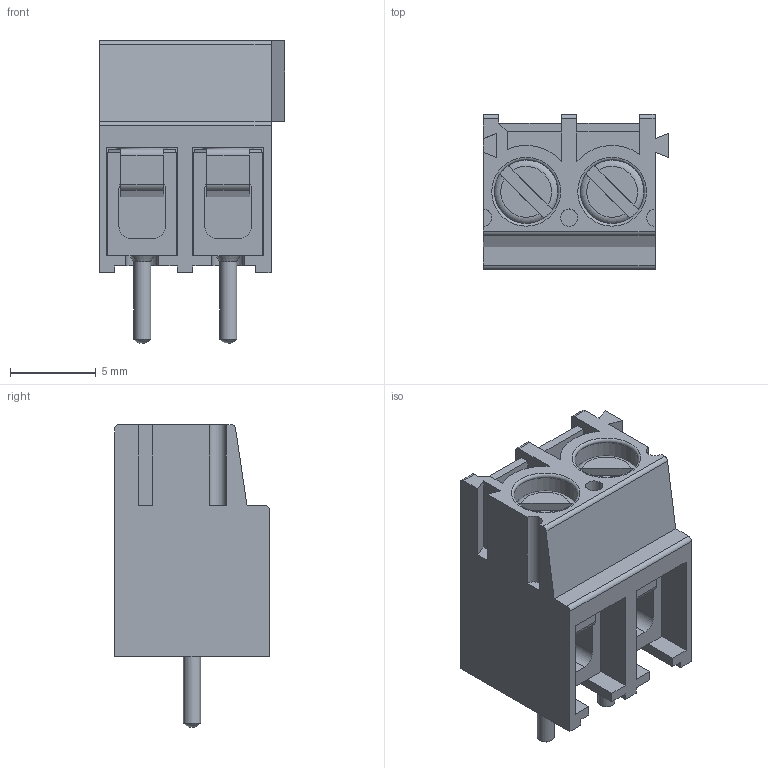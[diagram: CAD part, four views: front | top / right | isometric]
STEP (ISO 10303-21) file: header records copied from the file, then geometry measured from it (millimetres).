
FILE_DESCRIPTION(('STEP AP214'), '1');
FILE_NAME('DG302', '2019-10-01T20:08:31', ('AF'), (''), 'UNSPECIFIED', 'UNSPECIFIED', '');
FILE_SCHEMA(('AUTOMOTIVE_DESIGN { 1 0 10303 214 3 1 1}'));
Length unit declared in the file: millimetre
Assembly tree (6 placements, depth 2):
  (unnamed)
    (unnamed)  x2
    (unnamed)  x2
    (unnamed)  x2
Bounding box: 10.8 x 9 x 17.6 mm (x, y, z)
Volume: 713.1 mm3; surface area: 1998.8 mm2
Topology: 7 solids, 7 shells, 231 faces, 586 edges, 370 vertices
Faces by surface type: plane 169, cylinder 48, cone 6, torus 6, sphere 2
Full cylindrical faces by diameter (mm): 1 x3, 2.3 x2, 2.5 x2, 3 x4, 3.05 x2, 3.8 x2, 4 x2
Entity records: 6544 total; most frequent: CARTESIAN_POINT 1042, DIRECTION 803, ORIENTED_EDGE 796, EDGE_CURVE 398, LINE 317, VECTOR 317, VERTEX_POINT 265, AXIS2_PLACEMENT_3D 243
